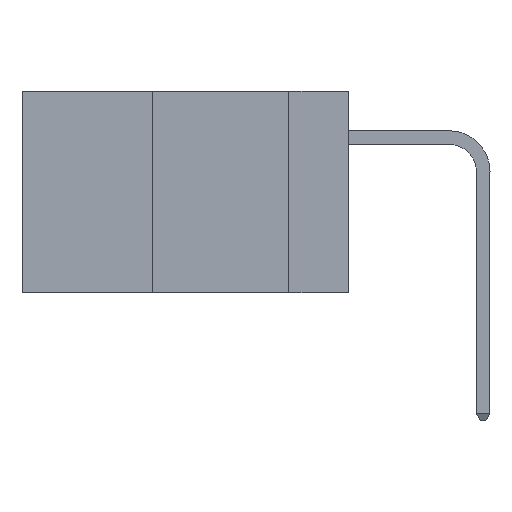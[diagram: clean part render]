
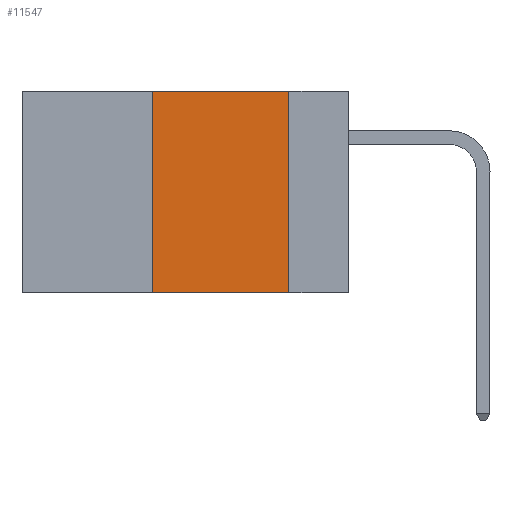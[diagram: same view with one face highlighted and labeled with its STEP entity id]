
A CAD part, left-side view. The second image highlights one B-rep face of the part: STEP entity #11547.
In plain terms, the highlighted planar face has unit normal (-1, 0, 0).
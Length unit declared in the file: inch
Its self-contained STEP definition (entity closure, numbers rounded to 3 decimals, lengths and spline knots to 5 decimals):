
#47 = CARTESIAN_POINT ( 'NONE',  ( 0., 0.11, -0.37 ) ) ;
#581 = EDGE_CURVE ( 'NONE', #7580, #3377, #9417, .T. ) ;
#981 = VERTEX_POINT ( 'NONE', #12545 ) ;
#2231 = ORIENTED_EDGE ( 'NONE', *, *, #24537, .F. ) ;
#2699 = VECTOR ( 'NONE', #19374, 39.37008 ) ;
#2939 = CARTESIAN_POINT ( 'NONE',  ( 0., 0.6, 0. ) ) ;
#3377 = VERTEX_POINT ( 'NONE', #47 ) ;
#3570 = ORIENTED_EDGE ( 'NONE', *, *, #7015, .F. ) ;
#3756 = VERTEX_POINT ( 'NONE', #7342 ) ;
#4714 = VECTOR ( 'NONE', #14708, 39.37008 ) ;
#5888 = LINE ( 'NONE', #23026, #25033 ) ;
#7015 = EDGE_CURVE ( 'NONE', #3756, #3377, #13225, .T. ) ;
#7342 = CARTESIAN_POINT ( 'NONE',  ( 0., 0.11, 0. ) ) ;
#7580 = VERTEX_POINT ( 'NONE', #20892 ) ;
#8821 = ORIENTED_EDGE ( 'NONE', *, *, #22698, .F. ) ;
#9417 = LINE ( 'NONE', #13132, #18910 ) ;
#9507 = EDGE_LOOP ( 'NONE', ( #3570, #8821, #2231, #13383 ) ) ;
#9870 = DIRECTION ( 'NONE',  ( 0., 0., 1. ) ) ;
#10053 = LINE ( 'NONE', #2939, #4714 ) ;
#11015 = CARTESIAN_POINT ( 'NONE',  ( 0., 0.6, 0. ) ) ;
#11547 = ADVANCED_FACE ( 'NONE', ( #16231 ), #20395, .F. ) ;
#12179 = AXIS2_PLACEMENT_3D ( 'NONE', #11015, #24147, #12926 ) ;
#12545 = CARTESIAN_POINT ( 'NONE',  ( 0., 0.36, 0. ) ) ;
#12926 = DIRECTION ( 'NONE',  ( 0., 0., -1. ) ) ;
#13132 = CARTESIAN_POINT ( 'NONE',  ( 0., 0.6, -0.37 ) ) ;
#13225 = LINE ( 'NONE', #13717, #2699 ) ;
#13383 = ORIENTED_EDGE ( 'NONE', *, *, #581, .T. ) ;
#13717 = CARTESIAN_POINT ( 'NONE',  ( 0., 0.11, 0. ) ) ;
#14708 = DIRECTION ( 'NONE',  ( 0., -1., 0. ) ) ;
#16231 = FACE_OUTER_BOUND ( 'NONE', #9507, .T. ) ;
#18742 = DIRECTION ( 'NONE',  ( 0., -1., 0. ) ) ;
#18910 = VECTOR ( 'NONE', #18742, 39.37008 ) ;
#19374 = DIRECTION ( 'NONE',  ( 0., 0., -1. ) ) ;
#20395 = PLANE ( 'NONE',  #12179 ) ;
#20892 = CARTESIAN_POINT ( 'NONE',  ( 0., 0.36, -0.37 ) ) ;
#22698 = EDGE_CURVE ( 'NONE', #981, #3756, #10053, .T. ) ;
#23026 = CARTESIAN_POINT ( 'NONE',  ( 0., 0.36, 0. ) ) ;
#24147 = DIRECTION ( 'NONE',  ( 1., 0., 0. ) ) ;
#24537 = EDGE_CURVE ( 'NONE', #7580, #981, #5888, .T. ) ;
#25033 = VECTOR ( 'NONE', #9870, 39.37008 ) ;
